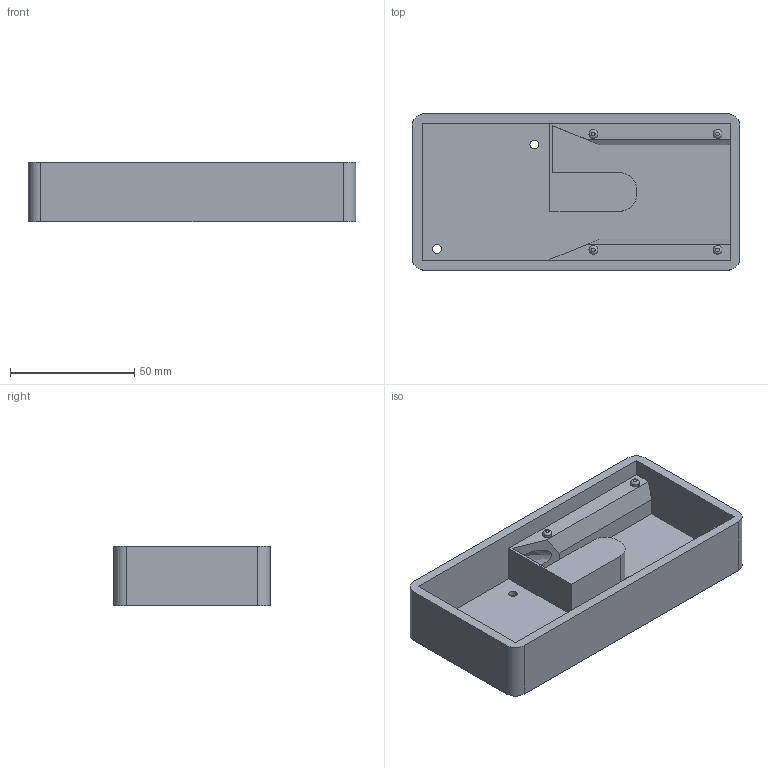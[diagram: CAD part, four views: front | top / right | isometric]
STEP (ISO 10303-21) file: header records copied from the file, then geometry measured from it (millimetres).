
FILE_DESCRIPTION(('FreeCAD Model'),'2;1');
FILE_NAME('Open CASCADE Shape Model','2025-07-18T17:23:14',(''),(''), 'Open CASCADE STEP processor 7.8','FreeCAD','Unknown');
FILE_SCHEMA(('AUTOMOTIVE_DESIGN { 1 0 10303 214 1 1 1 1 }'));
Length unit declared in the file: millimetre
Products named in the file (1): Body
Bounding box: 132 x 63 x 24 mm (x, y, z)
Volume: 70690.8 mm3; surface area: 35432.9 mm2
Topology: 1 solids, 1 shells, 48 faces, 119 edges, 78 vertices
Faces by surface type: plane 31, cylinder 12, revolution 4, extrusion 1
Full cylindrical faces by diameter (mm): 3.5 x6
Entity records: 1668 total; most frequent: CARTESIAN_POINT 455, DIRECTION 246, ORIENTED_EDGE 238, EDGE_CURVE 119, VECTOR 86, LINE 85, AXIS2_PLACEMENT_3D 78, VERTEX_POINT 78
